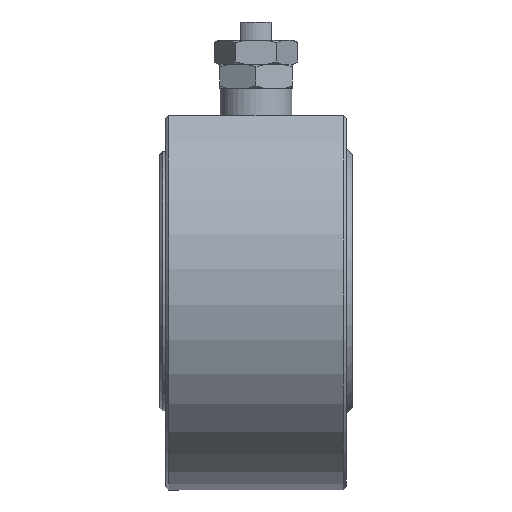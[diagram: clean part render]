
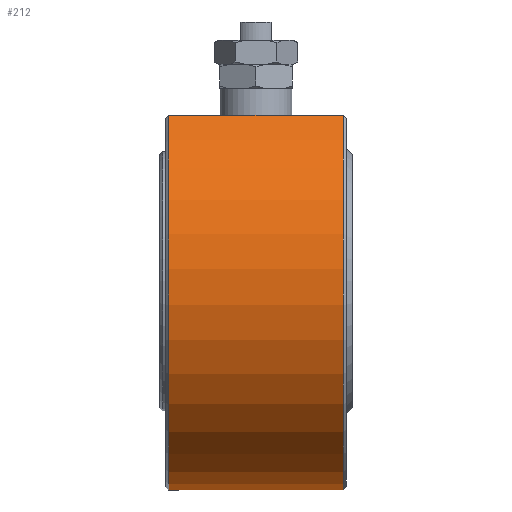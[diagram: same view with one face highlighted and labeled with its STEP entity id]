
A CAD part, left-side view. The second image highlights one B-rep face of the part: STEP entity #212.
In plain terms, the highlighted cylindrical face has radius 69.5 mm (diameter 139 mm), a partial arc.
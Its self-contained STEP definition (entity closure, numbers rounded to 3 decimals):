
#212 = ADVANCED_FACE( '', ( #498 ), #499, .T. );
#498 = FACE_OUTER_BOUND( '', #871, .T. );
#499 = CYLINDRICAL_SURFACE( '', #872, 69.5 );
#871 = EDGE_LOOP( '', ( #1438, #1439, #1440, #1441 ) );
#872 = AXIS2_PLACEMENT_3D( '', #1442, #1443, #1444 );
#1438 = ORIENTED_EDGE( '', *, *, #2118, .T. );
#1439 = ORIENTED_EDGE( '', *, *, #2133, .T. );
#1440 = ORIENTED_EDGE( '', *, *, #2134, .T. );
#1441 = ORIENTED_EDGE( '', *, *, #2135, .T. );
#1442 = CARTESIAN_POINT( '', ( 0., 62., 0. ) );
#1443 = DIRECTION( '', ( 0., 1., 0. ) );
#1444 = DIRECTION( '', ( 1., 0., 0. ) );
#2118 = EDGE_CURVE( '', #2545, #2543, #2546, .T. );
#2133 = EDGE_CURVE( '', #2543, #2555, #2565, .T. );
#2134 = EDGE_CURVE( '', #2555, #2557, #2566, .T. );
#2135 = EDGE_CURVE( '', #2557, #2545, #2567, .T. );
#2543 = VERTEX_POINT( '', #3132 );
#2545 = VERTEX_POINT( '', #3137 );
#2546 = CIRCLE( '', #3138, 69.5 );
#2555 = VERTEX_POINT( '', #3153 );
#2557 = VERTEX_POINT( '', #3158 );
#2565 = LINE( '', #3172, #3173 );
#2566 = CIRCLE( '', #3174, 69.5 );
#2567 = LINE( '', #3175, #3176 );
#3132 = CARTESIAN_POINT( '', ( -42.488, 3., 55. ) );
#3137 = CARTESIAN_POINT( '', ( 42.488, 3., 55. ) );
#3138 = AXIS2_PLACEMENT_3D( '', #3566, #3567, #3568 );
#3153 = CARTESIAN_POINT( '', ( -42.488, 61., 55. ) );
#3158 = CARTESIAN_POINT( '', ( 42.488, 61., 55. ) );
#3172 = CARTESIAN_POINT( '', ( -42.488, 62., 55. ) );
#3173 = VECTOR( '', #3577, 1000. );
#3174 = AXIS2_PLACEMENT_3D( '', #3578, #3579, #3580 );
#3175 = CARTESIAN_POINT( '', ( 42.488, 62., 55. ) );
#3176 = VECTOR( '', #3581, 1000. );
#3566 = CARTESIAN_POINT( '', ( 0., 3., 0. ) );
#3567 = DIRECTION( '', ( 0., 1., 0. ) );
#3568 = DIRECTION( '', ( 0., 0., 1. ) );
#3577 = DIRECTION( '', ( 0., 1., 0. ) );
#3578 = CARTESIAN_POINT( '', ( 0., 61., 0. ) );
#3579 = DIRECTION( '', ( 0., -1., 0. ) );
#3580 = DIRECTION( '', ( 0., 0., -1. ) );
#3581 = DIRECTION( '', ( 0., -1., 0. ) );
